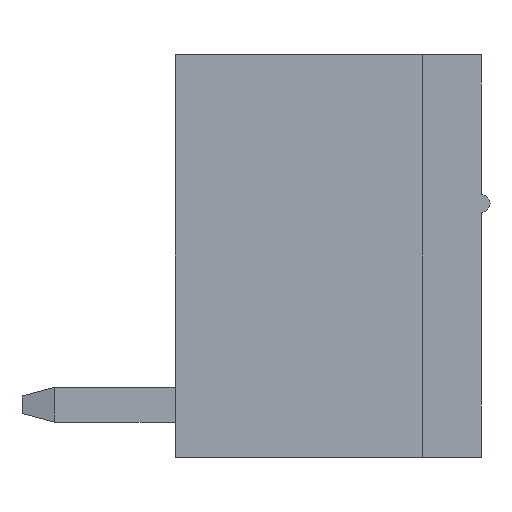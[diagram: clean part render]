
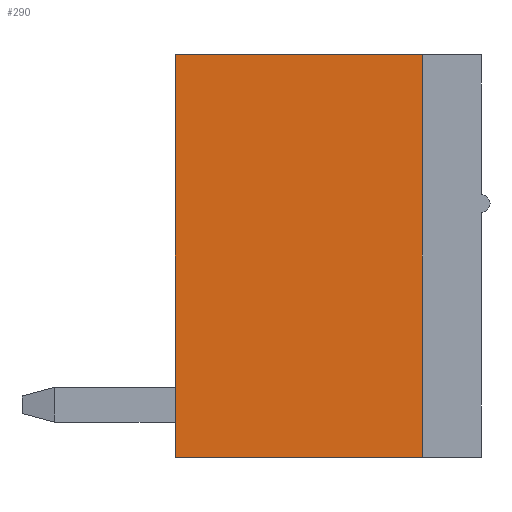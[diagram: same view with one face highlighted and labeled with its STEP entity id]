
A CAD part, left-side view. The second image highlights one B-rep face of the part: STEP entity #290.
In plain terms, the highlighted planar face has unit normal (-1, 0, 0).
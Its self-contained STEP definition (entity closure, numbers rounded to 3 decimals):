
#290 = ADVANCED_FACE( '', ( #647 ), #648, .T. );
#647 = FACE_OUTER_BOUND( '', #1112, .T. );
#648 = PLANE( '', #1113 );
#1112 = EDGE_LOOP( '', ( #1688, #1689, #1690, #1691 ) );
#1113 = AXIS2_PLACEMENT_3D( '', #1692, #1693, #1694 );
#1688 = ORIENTED_EDGE( '', *, *, #2929, .T. );
#1689 = ORIENTED_EDGE( '', *, *, #2930, .T. );
#1690 = ORIENTED_EDGE( '', *, *, #2931, .T. );
#1691 = ORIENTED_EDGE( '', *, *, #2932, .T. );
#1692 = CARTESIAN_POINT( '', ( -9.005, 0., 0. ) );
#1693 = DIRECTION( '', ( -1., 0., 0. ) );
#1694 = DIRECTION( '', ( 0., 0., 1. ) );
#2929 = EDGE_CURVE( '', #3530, #3531, #3532, .T. );
#2930 = EDGE_CURVE( '', #3531, #3533, #3534, .T. );
#2931 = EDGE_CURVE( '', #3533, #3535, #3536, .T. );
#2932 = EDGE_CURVE( '', #3535, #3530, #3537, .T. );
#3530 = VERTEX_POINT( '', #4382 );
#3531 = VERTEX_POINT( '', #4383 );
#3532 = LINE( '', #4384, #4385 );
#3533 = VERTEX_POINT( '', #4386 );
#3534 = LINE( '', #4387, #4388 );
#3535 = VERTEX_POINT( '', #4389 );
#3536 = LINE( '', #4390, #4391 );
#3537 = LINE( '', #4392, #4393 );
#4382 = CARTESIAN_POINT( '', ( -9.005, -2.15, -4.6 ) );
#4383 = CARTESIAN_POINT( '', ( -9.005, -2.15, 4.6 ) );
#4384 = CARTESIAN_POINT( '', ( -9.005, -2.15, -4.6 ) );
#4385 = VECTOR( '', #5539, 1000. );
#4386 = CARTESIAN_POINT( '', ( -9.005, 3.5, 4.6 ) );
#4387 = CARTESIAN_POINT( '', ( -9.005, -2.15, 4.6 ) );
#4388 = VECTOR( '', #5540, 1000. );
#4389 = CARTESIAN_POINT( '', ( -9.005, 3.5, -4.6 ) );
#4390 = CARTESIAN_POINT( '', ( -9.005, 3.5, 4.6 ) );
#4391 = VECTOR( '', #5541, 1000. );
#4392 = CARTESIAN_POINT( '', ( -9.005, 3.5, -4.6 ) );
#4393 = VECTOR( '', #5542, 1000. );
#5539 = DIRECTION( '', ( 0., 0., 1. ) );
#5540 = DIRECTION( '', ( 0., 1., 0. ) );
#5541 = DIRECTION( '', ( 0., 0., -1. ) );
#5542 = DIRECTION( '', ( 0., -1., 0. ) );
